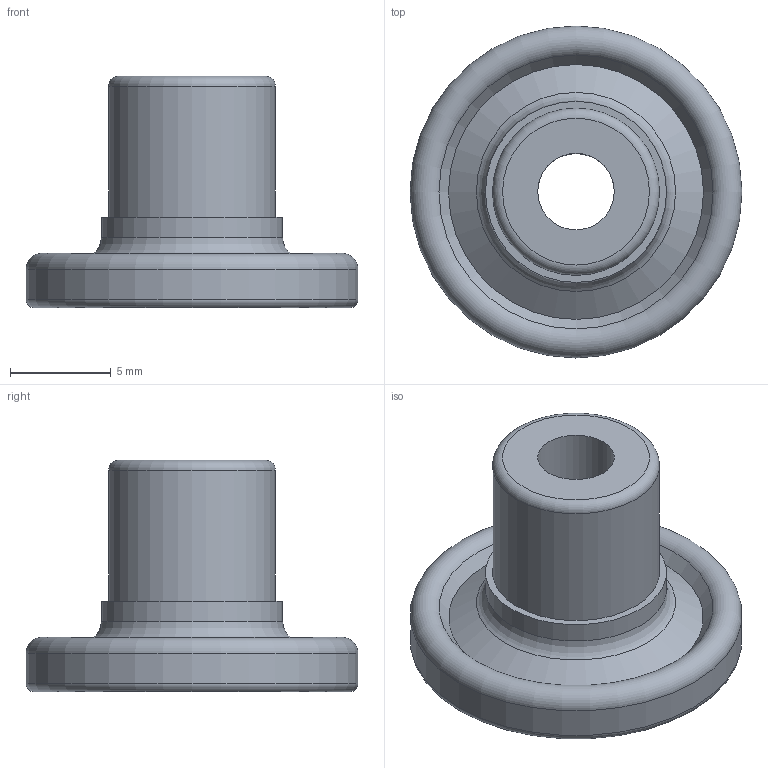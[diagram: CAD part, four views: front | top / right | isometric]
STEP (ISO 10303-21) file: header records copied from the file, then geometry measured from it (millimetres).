
FILE_DESCRIPTION( ( 'Unknown' ), '1' );
FILE_NAME( '0114981.stp', 'Unknown', ( 'Unknown' ), ( 'Unknown' ), 'XStep 1.0', 'Unknown', ' ' );
FILE_SCHEMA( ( 'automotive_design' ) );
Length unit declared in the file: millimetre
Products named in the file (1): 1
Bounding box: 16.5 x 16.5 x 11.5 mm (x, y, z)
Volume: 680.6 mm3; surface area: 906.8 mm2
Topology: 1 solids, 1 shells, 16 faces, 30 edges, 17 vertices
Faces by surface type: torus 5, cylinder 4, cone 4, plane 3
Full cylindrical faces by diameter (mm): 3.8 x1, 8.3 x1, 9 x1, 16.5 x1
Entity records: 472 total; most frequent: DIRECTION 66, CARTESIAN_POINT 49, AXIS2_PLACEMENT_3D 33, EDGE_LOOP 32, ORIENTED_EDGE 32, FACE_OUTER_BOUND 25, STYLED_ITEM 16, PRESENTATION_STYLE_ASSIGNMENT 16
